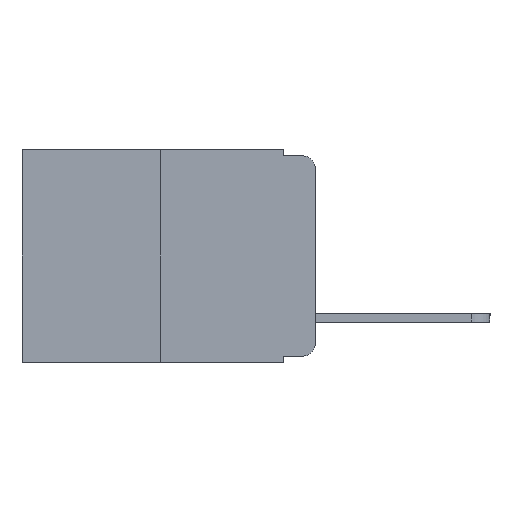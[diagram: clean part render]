
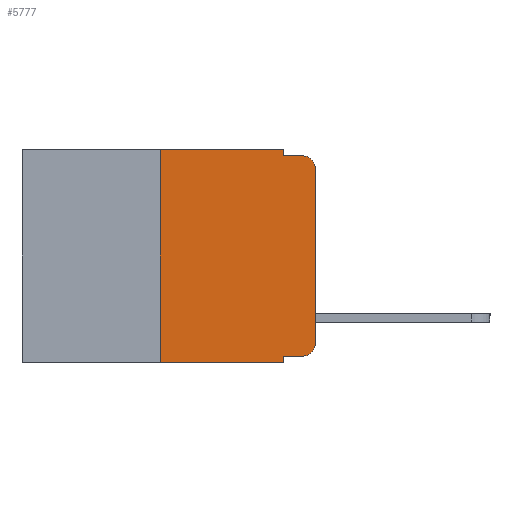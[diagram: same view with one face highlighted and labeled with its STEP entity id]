
A CAD part, left-side view. The second image highlights one B-rep face of the part: STEP entity #5777.
In plain terms, the highlighted planar face has unit normal (-1, 0, 0).
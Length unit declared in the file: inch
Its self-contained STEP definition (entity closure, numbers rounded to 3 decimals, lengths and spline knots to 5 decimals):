
#72 = VERTEX_POINT ( 'NONE', #2233 ) ;
#188 = DIRECTION ( 'NONE',  ( -1., 0., 0. ) ) ;
#299 = LINE ( 'NONE', #12720, #7479 ) ;
#375 = LINE ( 'NONE', #15399, #9703 ) ;
#619 = CARTESIAN_POINT ( 'NONE',  ( 0., 0., -0.03 ) ) ;
#1103 = CARTESIAN_POINT ( 'NONE',  ( 0., 0.051, -0.343 ) ) ;
#1198 = LINE ( 'NONE', #4383, #7587 ) ;
#1496 = DIRECTION ( 'NONE',  ( 0., 0., -1. ) ) ;
#1541 = CIRCLE ( 'NONE', #9026, 0.02 ) ;
#1635 = DIRECTION ( 'NONE',  ( 0., 0., -1. ) ) ;
#2102 = VERTEX_POINT ( 'NONE', #3916 ) ;
#2233 = CARTESIAN_POINT ( 'NONE',  ( 0., 0., -0.313 ) ) ;
#2281 = EDGE_CURVE ( 'NONE', #2102, #5395, #15686, .T. ) ;
#2508 = EDGE_LOOP ( 'NONE', ( #4533, #4564, #4613, #4505, #4713, #5370, #7883, #5214, #5586, #5470 ) ) ;
#2572 = VERTEX_POINT ( 'NONE', #619 ) ;
#2717 = LINE ( 'NONE', #14384, #9079 ) ;
#2798 = VERTEX_POINT ( 'NONE', #6115 ) ;
#2918 = CARTESIAN_POINT ( 'NONE',  ( 0., 0.02, -0.313 ) ) ;
#3092 = LINE ( 'NONE', #10354, #12470 ) ;
#3207 = VERTEX_POINT ( 'NONE', #4347 ) ;
#3331 = VECTOR ( 'NONE', #6517, 39.37008 ) ;
#3794 = VERTEX_POINT ( 'NONE', #7998 ) ;
#3916 = CARTESIAN_POINT ( 'NONE',  ( 0., 0.25, -0.343 ) ) ;
#4218 = DIRECTION ( 'NONE',  ( 0., 0., -1. ) ) ;
#4347 = CARTESIAN_POINT ( 'NONE',  ( 0., 0.02, -0.333 ) ) ;
#4383 = CARTESIAN_POINT ( 'NONE',  ( 0., 0.473, -0.343 ) ) ;
#4505 = ORIENTED_EDGE ( 'NONE', *, *, #8025, .F. ) ;
#4533 = ORIENTED_EDGE ( 'NONE', *, *, #5505, .T. ) ;
#4564 = ORIENTED_EDGE ( 'NONE', *, *, #6344, .T. ) ;
#4613 = ORIENTED_EDGE ( 'NONE', *, *, #7188, .F. ) ;
#4713 = ORIENTED_EDGE ( 'NONE', *, *, #12124, .F. ) ;
#5214 = ORIENTED_EDGE ( 'NONE', *, *, #9698, .F. ) ;
#5370 = ORIENTED_EDGE ( 'NONE', *, *, #2281, .F. ) ;
#5395 = VERTEX_POINT ( 'NONE', #15144 ) ;
#5470 = ORIENTED_EDGE ( 'NONE', *, *, #14285, .T. ) ;
#5505 = EDGE_CURVE ( 'NONE', #72, #2572, #375, .T. ) ;
#5532 = DIRECTION ( 'NONE',  ( 0., -1., 0. ) ) ;
#5586 = ORIENTED_EDGE ( 'NONE', *, *, #11232, .T. ) ;
#5777 = ADVANCED_FACE ( 'NONE', ( #6178 ), #7989, .F. ) ;
#6114 = DIRECTION ( 'NONE',  ( 0., -1., 0. ) ) ;
#6115 = CARTESIAN_POINT ( 'NONE',  ( 0., 0.02, -0.01 ) ) ;
#6178 = FACE_OUTER_BOUND ( 'NONE', #2508, .T. ) ;
#6344 = EDGE_CURVE ( 'NONE', #2572, #2798, #1541, .T. ) ;
#6517 = DIRECTION ( 'NONE',  ( 0., 0., 1. ) ) ;
#6783 = VECTOR ( 'NONE', #1496, 39.37008 ) ;
#7024 = VERTEX_POINT ( 'NONE', #7846 ) ;
#7188 = EDGE_CURVE ( 'NONE', #9189, #2798, #8688, .T. ) ;
#7479 = VECTOR ( 'NONE', #5532, 39.37008 ) ;
#7587 = VECTOR ( 'NONE', #12854, 39.37008 ) ;
#7750 = AXIS2_PLACEMENT_3D ( 'NONE', #2918, #11559, #4218 ) ;
#7795 = CARTESIAN_POINT ( 'NONE',  ( 0., 0.051, 0. ) ) ;
#7806 = CARTESIAN_POINT ( 'NONE',  ( 0., 0.02, -0.03 ) ) ;
#7846 = CARTESIAN_POINT ( 'NONE',  ( 0., 0.051, -0.333 ) ) ;
#7883 = ORIENTED_EDGE ( 'NONE', *, *, #14360, .T. ) ;
#7989 = PLANE ( 'NONE',  #14954 ) ;
#7998 = CARTESIAN_POINT ( 'NONE',  ( 0., 0.051, 0. ) ) ;
#8025 = EDGE_CURVE ( 'NONE', #3794, #9189, #3092, .T. ) ;
#8512 = DIRECTION ( 'NONE',  ( 0., 0., 1. ) ) ;
#8688 = LINE ( 'NONE', #12880, #11433 ) ;
#9026 = AXIS2_PLACEMENT_3D ( 'NONE', #7806, #188, #9075 ) ;
#9075 = DIRECTION ( 'NONE',  ( 0., 0., -1. ) ) ;
#9079 = VECTOR ( 'NONE', #6114, 39.37008 ) ;
#9187 = CARTESIAN_POINT ( 'NONE',  ( 0., 0.473, 0. ) ) ;
#9189 = VERTEX_POINT ( 'NONE', #12498 ) ;
#9243 = DIRECTION ( 'NONE',  ( 1., 0., 0. ) ) ;
#9479 = DIRECTION ( 'NONE',  ( 0., -1., 0. ) ) ;
#9698 = EDGE_CURVE ( 'NONE', #7024, #11867, #10071, .T. ) ;
#9703 = VECTOR ( 'NONE', #8512, 39.37008 ) ;
#10071 = LINE ( 'NONE', #7795, #6783 ) ;
#10354 = CARTESIAN_POINT ( 'NONE',  ( 0., 0.051, 0. ) ) ;
#11232 = EDGE_CURVE ( 'NONE', #7024, #3207, #2717, .T. ) ;
#11433 = VECTOR ( 'NONE', #9479, 39.37008 ) ;
#11559 = DIRECTION ( 'NONE',  ( -1., 0., 0. ) ) ;
#11867 = VERTEX_POINT ( 'NONE', #1103 ) ;
#12124 = EDGE_CURVE ( 'NONE', #5395, #3794, #299, .T. ) ;
#12470 = VECTOR ( 'NONE', #13772, 39.37008 ) ;
#12498 = CARTESIAN_POINT ( 'NONE',  ( 0., 0.051, -0.01 ) ) ;
#12720 = CARTESIAN_POINT ( 'NONE',  ( 0., 0.473, 0. ) ) ;
#12854 = DIRECTION ( 'NONE',  ( 0., -1., 0. ) ) ;
#12880 = CARTESIAN_POINT ( 'NONE',  ( 0., 0.051, -0.01 ) ) ;
#13772 = DIRECTION ( 'NONE',  ( 0., 0., -1. ) ) ;
#14285 = EDGE_CURVE ( 'NONE', #3207, #72, #15236, .T. ) ;
#14360 = EDGE_CURVE ( 'NONE', #2102, #11867, #1198, .T. ) ;
#14384 = CARTESIAN_POINT ( 'NONE',  ( 0., 0.051, -0.333 ) ) ;
#14954 = AXIS2_PLACEMENT_3D ( 'NONE', #9187, #9243, #1635 ) ;
#15144 = CARTESIAN_POINT ( 'NONE',  ( 0., 0.25, 0. ) ) ;
#15236 = CIRCLE ( 'NONE', #7750, 0.02 ) ;
#15291 = CARTESIAN_POINT ( 'NONE',  ( 0., 0.25, 0. ) ) ;
#15399 = CARTESIAN_POINT ( 'NONE',  ( 0., 0., 0. ) ) ;
#15686 = LINE ( 'NONE', #15291, #3331 ) ;
